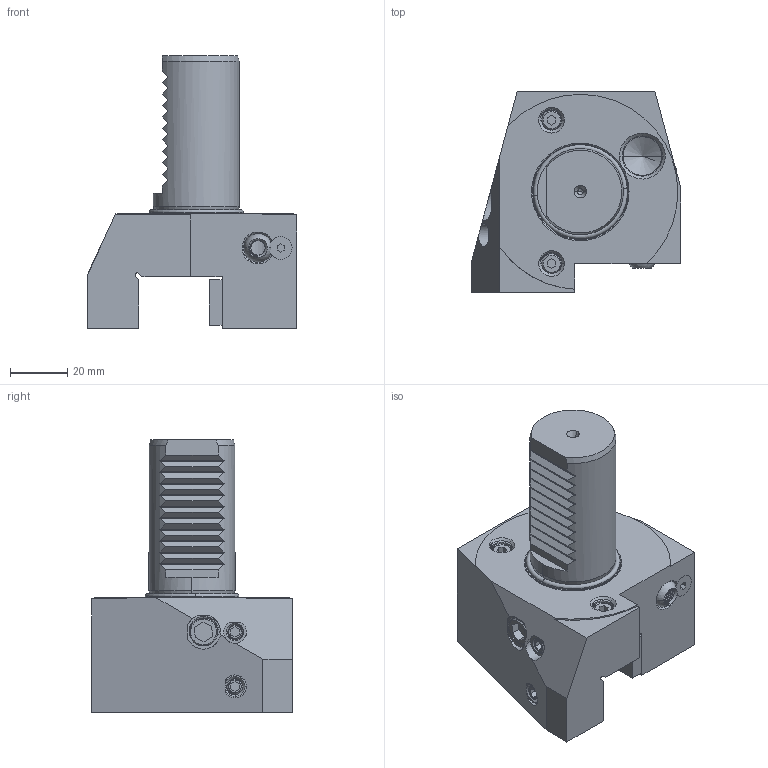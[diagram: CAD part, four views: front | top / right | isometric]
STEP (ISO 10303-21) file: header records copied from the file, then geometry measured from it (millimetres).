
FILE_DESCRIPTION (( 'STEP AP203' ), '1' );
FILE_NAME ('309.33.20.IK.STEP', '2017-12-26T03:07:10', ( '' ), ( '' ), 'SwSTEP 2.0', 'SolidWorks 2012', '' );
FILE_SCHEMA (( 'CONFIG_CONTROL_DESIGN' ));
Products named in the file (13): M6螺絲投; O型環8; 管螺文螺絲; 309.33.20.IK; O型環; 皿頭_M4xP0.7x8L; M10平頭螺絲; M8尖頭螺絲; 60x16x4.5; 16x5.8-2; 2-44100006N4出水銅嘴; M4x25; VDI30  B3
Assembly tree (16 placements, depth 2):
  309.33.20.IK
    VDI30  B3
    M4x25
    2-44100006N4出水銅嘴
    16x5.8-2
    60x16x4.5
    M8尖頭螺絲  x2
    M10平頭螺絲  x2
    O型環
    皿頭_M4xP0.7x8L
    管螺文螺絲
    M6螺絲投  x3
    O型環8
Bounding box: 73 x 70 x 95 mm (x, y, z)
Volume: 158456.4 mm3; surface area: 41502.9 mm2
Topology: 16 solids, 16 shells, 861 faces, 2364 edges, 1532 vertices
Faces by surface type: cylinder 475, plane 156, cone 152, bspline 54, torus 18, sphere 6
Entity records: 65599 total; most frequent: CARTESIAN_POINT 48318, ORIENTED_EDGE 3978, DIRECTION 2649, EDGE_CURVE 1989, VERTEX_POINT 1292, AXIS2_PLACEMENT_3D 965, EDGE_LOOP 761, FACE_OUTER_BOUND 726
